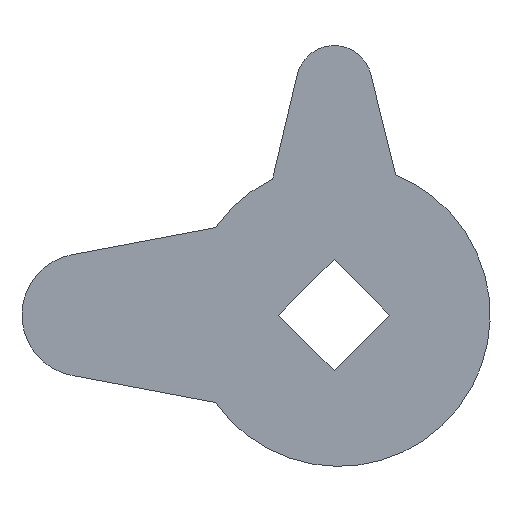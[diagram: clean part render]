
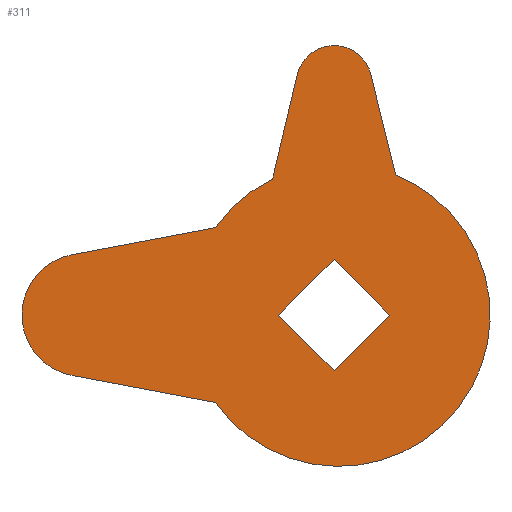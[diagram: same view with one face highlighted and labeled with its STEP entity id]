
A CAD part, front view. The second image highlights one B-rep face of the part: STEP entity #311.
In plain terms, the highlighted free-form (B-spline) face has degree [1, 1] with [2, 2] control points.
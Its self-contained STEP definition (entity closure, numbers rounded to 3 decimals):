
#178=CARTESIAN_POINT('',(-35.472,-2.0,30.722));
#179=CARTESIAN_POINT('',(18.951,-2.0,30.722));
#180=CARTESIAN_POINT('',(-35.472,-2.0,-18.212));
#181=CARTESIAN_POINT('',(18.951,-2.0,-18.212));
#182=B_SPLINE_SURFACE_WITH_KNOTS('',1,1,((#178,#180),(#179,#181)),.UNSPECIFIED.,.F.,.F.,.U.,(2,2),(2,2),(0.0,54.423),(0.0,48.934),.UNSPECIFIED.);
#183=CARTESIAN_POINT('',(-3.893,-2.0,25.42));
#184=VERTEX_POINT('',#183);
#185=CARTESIAN_POINT('',(-6.5,-2.0,14.387));
#186=VERTEX_POINT('',#185);
#187=CARTESIAN_POINT('',(-3.893,-2.0,25.42));
#188=CARTESIAN_POINT('',(-6.5,-2.0,14.387));
#189=QUASI_UNIFORM_CURVE('',1,(#187,#188),.UNSPECIFIED.,.F.,.U.);
#190=EDGE_CURVE('',#184,#186,#189,.T.);
#191=ORIENTED_EDGE('',*,*,#190,.T.);
#192=CARTESIAN_POINT('',(-12.555,-2.0,9.25));
#193=VERTEX_POINT('',#192);
#194=CARTESIAN_POINT('',(-6.5,-2.0,14.387));
#195=CARTESIAN_POINT('',(-10.186,-2.0,12.594));
#196=CARTESIAN_POINT('',(-12.555,-2.0,9.25));
#204=(BOUNDED_CURVE()B_SPLINE_CURVE(2,(#194,#195,#196),.UNSPECIFIED.,.F.,.U.)CURVE()GEOMETRIC_REPRESENTATION_ITEM()QUASI_UNIFORM_CURVE()RATIONAL_B_SPLINE_CURVE((1.0,0.969,1.0))REPRESENTATION_ITEM(''));
#205=EDGE_CURVE('',#186,#193,#204,.T.);
#206=ORIENTED_EDGE('',*,*,#205,.T.);
#207=CARTESIAN_POINT('',(-27.707,-2.0,6.387));
#208=VERTEX_POINT('',#207);
#209=CARTESIAN_POINT('',(-12.555,-2.0,9.25));
#210=CARTESIAN_POINT('',(-27.707,-2.0,6.387));
#211=QUASI_UNIFORM_CURVE('',1,(#209,#210),.UNSPECIFIED.,.F.,.U.);
#212=EDGE_CURVE('',#193,#208,#211,.T.);
#213=ORIENTED_EDGE('',*,*,#212,.T.);
#214=CARTESIAN_POINT('',(-27.707,-2.0,-6.387));
#215=VERTEX_POINT('',#214);
#216=CARTESIAN_POINT('',(-27.707,-2.0,6.387));
#217=CARTESIAN_POINT('',(-33.,-2.,5.387));
#218=CARTESIAN_POINT('',(-33.,-2.0,0.));
#219=CARTESIAN_POINT('',(-33.,-2.,-5.387));
#220=CARTESIAN_POINT('',(-27.707,-2.0,-6.387));
#228=(BOUNDED_CURVE()B_SPLINE_CURVE(2,(#216,#217,#218,#219,#220),.UNSPECIFIED.,.F.,.U.)B_SPLINE_CURVE_WITH_KNOTS((3,2,3),(0.0,0.5,1.0),.UNSPECIFIED.)CURVE()GEOMETRIC_REPRESENTATION_ITEM()RATIONAL_B_SPLINE_CURVE((1.0,0.77,1.0,0.77,1.0))REPRESENTATION_ITEM(''));
#229=EDGE_CURVE('',#208,#215,#228,.T.);
#230=ORIENTED_EDGE('',*,*,#229,.T.);
#231=CARTESIAN_POINT('',(-12.555,-2.0,-9.25));
#232=VERTEX_POINT('',#231);
#233=CARTESIAN_POINT('',(-27.707,-2.0,-6.387));
#234=CARTESIAN_POINT('',(-12.555,-2.0,-9.25));
#235=QUASI_UNIFORM_CURVE('',1,(#233,#234),.UNSPECIFIED.,.F.,.U.);
#236=EDGE_CURVE('',#215,#232,#235,.T.);
#237=ORIENTED_EDGE('',*,*,#236,.T.);
#238=CARTESIAN_POINT('',(6.5,-2.0,14.832));
#239=VERTEX_POINT('',#238);
#240=CARTESIAN_POINT('',(-12.555,-2.0,-9.25));
#241=CARTESIAN_POINT('',(-5.971,-2.0,-18.543));
#242=CARTESIAN_POINT('',(4.965,-2.0,-15.364));
#243=CARTESIAN_POINT('',(15.901,-2.0,-12.186));
#244=CARTESIAN_POINT('',(16.479,-2.0,-0.812));
#245=CARTESIAN_POINT('',(17.058,-2.0,10.562));
#246=CARTESIAN_POINT('',(6.5,-2.0,14.832));
#254=(BOUNDED_CURVE()B_SPLINE_CURVE(2,(#240,#241,#242,#243,#244,#245,#246),.UNSPECIFIED.,.F.,.U.)B_SPLINE_CURVE_WITH_KNOTS((3,2,2,3),(0.0,0.333,0.667,1.0),.UNSPECIFIED.)CURVE()GEOMETRIC_REPRESENTATION_ITEM()RATIONAL_B_SPLINE_CURVE((1.0,0.815,1.0,0.815,1.0,0.815,1.0))REPRESENTATION_ITEM(''));
#255=EDGE_CURVE('',#232,#239,#254,.T.);
#256=ORIENTED_EDGE('',*,*,#255,.T.);
#257=CARTESIAN_POINT('',(3.884,-2.0,25.456));
#258=VERTEX_POINT('',#257);
#259=CARTESIAN_POINT('',(6.5,-2.0,14.832));
#260=CARTESIAN_POINT('',(3.884,-2.0,25.456));
#261=QUASI_UNIFORM_CURVE('',1,(#259,#260),.UNSPECIFIED.,.F.,.U.);
#262=EDGE_CURVE('',#239,#258,#261,.T.);
#263=ORIENTED_EDGE('',*,*,#262,.T.);
#264=CARTESIAN_POINT('',(3.884,-2.0,25.456));
#265=CARTESIAN_POINT('',(3.131,-2.,28.515));
#266=CARTESIAN_POINT('',(-0.019,-2.0,28.5));
#267=CARTESIAN_POINT('',(-3.168,-2.,28.485));
#268=CARTESIAN_POINT('',(-3.893,-2.0,25.42));
#276=(BOUNDED_CURVE()B_SPLINE_CURVE(2,(#264,#265,#266,#267,#268),.UNSPECIFIED.,.F.,.U.)B_SPLINE_CURVE_WITH_KNOTS((3,2,3),(0.0,0.5,1.0),.UNSPECIFIED.)CURVE()GEOMETRIC_REPRESENTATION_ITEM()RATIONAL_B_SPLINE_CURVE((1.0,0.786,1.0,0.786,1.0))REPRESENTATION_ITEM(''));
#277=EDGE_CURVE('',#258,#184,#276,.T.);
#278=ORIENTED_EDGE('',*,*,#277,.T.);
#279=EDGE_LOOP('',(#191,#206,#213,#230,#237,#256,#263,#278));
#280=FACE_OUTER_BOUND('',#279,.T.);
#281=CARTESIAN_POINT('',(5.869,-2.0,0.0));
#282=VERTEX_POINT('',#281);
#283=CARTESIAN_POINT('',(0.0,-2.0,-5.869));
#284=VERTEX_POINT('',#283);
#285=CARTESIAN_POINT('',(5.869,-2.0,0.0));
#286=CARTESIAN_POINT('',(0.0,-2.0,-5.869));
#287=QUASI_UNIFORM_CURVE('',1,(#285,#286),.UNSPECIFIED.,.F.,.U.);
#288=EDGE_CURVE('',#282,#284,#287,.T.);
#289=ORIENTED_EDGE('',*,*,#288,.T.);
#290=CARTESIAN_POINT('',(-5.869,-2.0,0.0));
#291=VERTEX_POINT('',#290);
#292=CARTESIAN_POINT('',(0.0,-2.0,-5.869));
#293=CARTESIAN_POINT('',(-5.869,-2.0,0.0));
#294=QUASI_UNIFORM_CURVE('',1,(#292,#293),.UNSPECIFIED.,.F.,.U.);
#295=EDGE_CURVE('',#284,#291,#294,.T.);
#296=ORIENTED_EDGE('',*,*,#295,.T.);
#297=CARTESIAN_POINT('',(0.0,-2.0,5.869));
#298=VERTEX_POINT('',#297);
#299=CARTESIAN_POINT('',(-5.869,-2.0,0.0));
#300=CARTESIAN_POINT('',(0.0,-2.0,5.869));
#301=QUASI_UNIFORM_CURVE('',1,(#299,#300),.UNSPECIFIED.,.F.,.U.);
#302=EDGE_CURVE('',#291,#298,#301,.T.);
#303=ORIENTED_EDGE('',*,*,#302,.T.);
#304=CARTESIAN_POINT('',(0.0,-2.0,5.869));
#305=CARTESIAN_POINT('',(5.869,-2.0,0.0));
#306=QUASI_UNIFORM_CURVE('',1,(#304,#305),.UNSPECIFIED.,.F.,.U.);
#307=EDGE_CURVE('',#298,#282,#306,.T.);
#308=ORIENTED_EDGE('',*,*,#307,.T.);
#309=EDGE_LOOP('',(#289,#296,#303,#308));
#310=FACE_BOUND('',#309,.T.);
#311=ADVANCED_FACE('',(#280,#310),#182,.F.);
